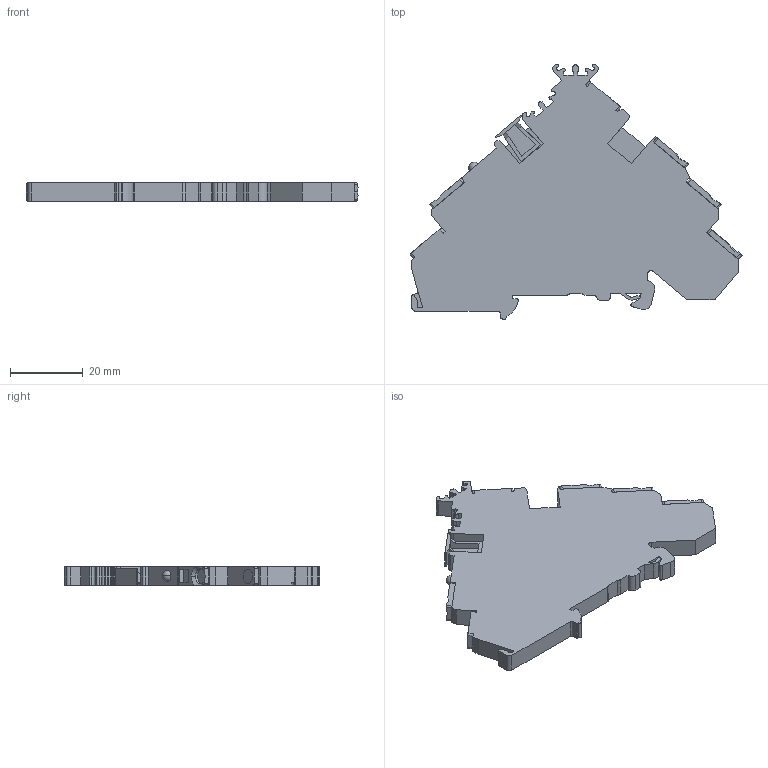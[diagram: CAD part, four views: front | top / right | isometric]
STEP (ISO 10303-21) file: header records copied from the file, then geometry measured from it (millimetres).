
FILE_DESCRIPTION((''),'2;1');
FILE_NAME('PRT0002','2023-11-21T',('dell'),(''),'PRO/ENGINEER BY PARAMETRIC TECHNOLOGY CORPORATION, 2013230','PRO/ENGINEER BY PARAMETRIC TECHNOLOGY CORPORATION, 2013230','');
FILE_SCHEMA(('AUTOMOTIVE_DESIGN { 1 0 10303 214 1 1 1 1 }'));
Length unit declared in the file: millimetre
Products named in the file (1): PRT0002
Bounding box: 91.41 x 70.4 x 5 mm (x, y, z)
Volume: 17755.6 mm3; surface area: 10169.1 mm2
Topology: 1 solids, 6 shells, 348 faces, 961 edges, 631 vertices
Faces by surface type: plane 219, cylinder 102, cone 25, sphere 2
Entity records: 12482 total; most frequent: CARTESIAN_POINT 2076, ORIENTED_EDGE 1918, DIRECTION 1882, EDGE_CURVE 959, VECTOR 692, LINE 692, VERTEX_POINT 631, AXIS2_PLACEMENT_3D 595
